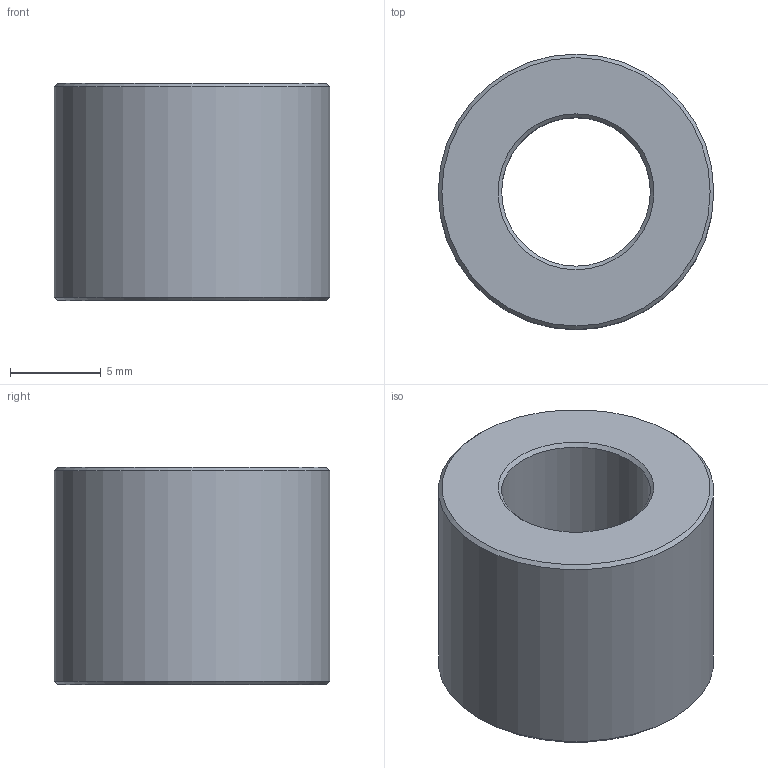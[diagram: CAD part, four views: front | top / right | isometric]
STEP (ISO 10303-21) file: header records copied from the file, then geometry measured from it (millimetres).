
FILE_DESCRIPTION (( 'STEP AP214' ), '1' );
FILE_NAME ('PM.291.STEP', '2020-11-16T14:31:28', ( '' ), ( '' ), 'SwSTEP 2.0', 'SolidWorks 2020', '' );
FILE_SCHEMA (( 'AUTOMOTIVE_DESIGN' ));
Length unit declared in the file: millimetre
Products named in the file (1): PM.291
Bounding box: 15.2 x 15.2 x 12 mm (x, y, z)
Volume: 1540.8 mm3; surface area: 1122.2 mm2
Topology: 1 solids, 1 shells, 8 faces, 14 edges, 8 vertices
Faces by surface type: cone 4, plane 2, cylinder 2
Full cylindrical faces by diameter (mm): 8.2 x1, 15.2 x1
Entity records: 202 total; most frequent: DIRECTION 34, CARTESIAN_POINT 25, AXIS2_PLACEMENT_3D 17, ORIENTED_EDGE 16, EDGE_LOOP 16, FACE_OUTER_BOUND 10, ADVANCED_FACE 8, CIRCLE 8
